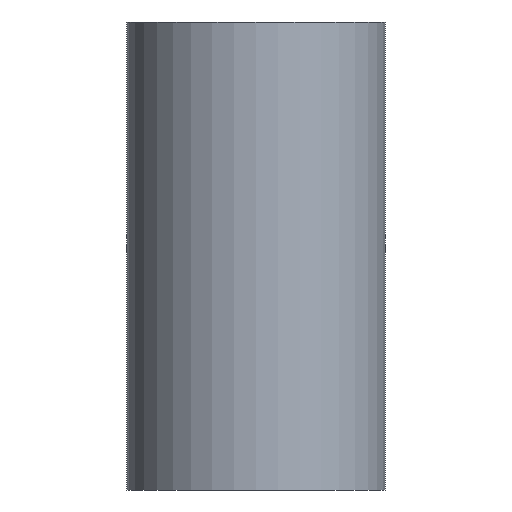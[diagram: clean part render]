
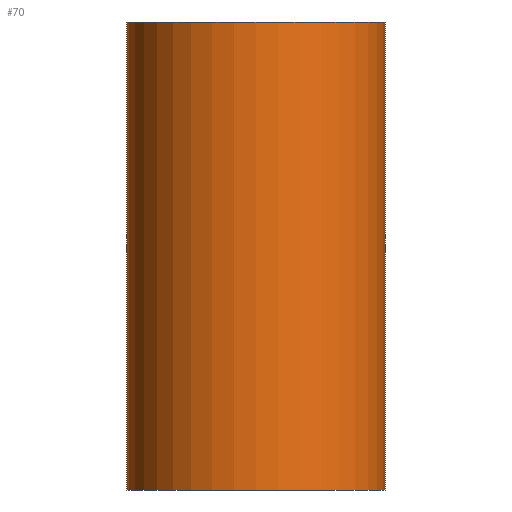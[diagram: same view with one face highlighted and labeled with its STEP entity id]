
A CAD part, left-side view. The second image highlights one B-rep face of the part: STEP entity #70.
In plain terms, the highlighted cylindrical face has radius 2.5 mm (diameter 5 mm), a full revolution.
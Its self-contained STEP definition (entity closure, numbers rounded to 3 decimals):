
#28=FACE_OUTER_BOUND('',#32,.T.);
#32=EDGE_LOOP('',(#59,#60,#61,#62));
#38=LINE('',#136,#40);
#40=VECTOR('',#113,2.5);
#43=CIRCLE('',#92,2.5);
#44=CIRCLE('',#93,2.5);
#47=VERTEX_POINT('',#133);
#48=VERTEX_POINT('',#135);
#52=EDGE_CURVE('',#47,#47,#43,.T.);
#53=EDGE_CURVE('',#47,#48,#38,.T.);
#54=EDGE_CURVE('',#48,#48,#44,.T.);
#59=ORIENTED_EDGE('',*,*,#52,.F.);
#60=ORIENTED_EDGE('',*,*,#53,.T.);
#61=ORIENTED_EDGE('',*,*,#54,.T.);
#62=ORIENTED_EDGE('',*,*,#53,.F.);
#68=CYLINDRICAL_SURFACE('',#91,2.5);
#70=ADVANCED_FACE('',(#28),#68,.T.);
#91=AXIS2_PLACEMENT_3D('',#132,#109,#110);
#92=AXIS2_PLACEMENT_3D('',#134,#111,#112);
#93=AXIS2_PLACEMENT_3D('',#137,#114,#115);
#109=DIRECTION('center_axis',(0.,0.,1.));
#110=DIRECTION('ref_axis',(1.,0.,0.));
#111=DIRECTION('center_axis',(0.,0.,1.));
#112=DIRECTION('ref_axis',(1.,0.,0.));
#113=DIRECTION('',(0.,0.,-1.));
#114=DIRECTION('center_axis',(0.,0.,1.));
#115=DIRECTION('ref_axis',(1.,0.,0.));
#132=CARTESIAN_POINT('Origin',(0.,0.,0.));
#133=CARTESIAN_POINT('',(-2.5,0.,9.05));
#134=CARTESIAN_POINT('Origin',(0.,0.,9.05));
#135=CARTESIAN_POINT('',(-2.5,0.,0.));
#136=CARTESIAN_POINT('',(-2.5,0.,0.));
#137=CARTESIAN_POINT('Origin',(0.,0.,0.));
